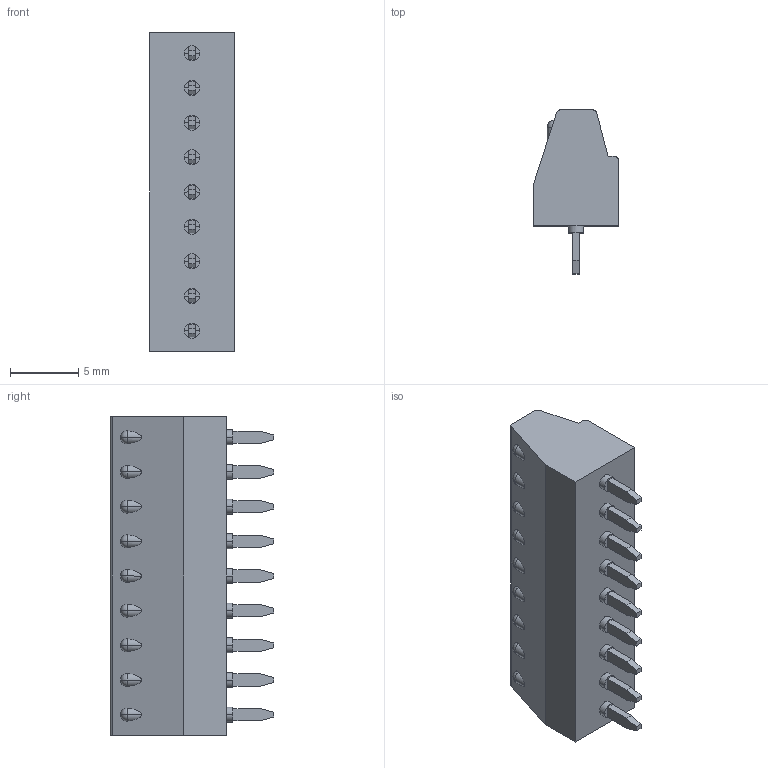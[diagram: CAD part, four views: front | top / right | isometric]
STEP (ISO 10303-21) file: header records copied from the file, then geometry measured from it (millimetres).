
FILE_DESCRIPTION(('SolidDesigner STEP Export'),'1');
FILE_NAME('mpt_0.5-9-2.54.stp','2000-06-14T11:33:25',(''),(''), 'SolidDesigner STEP processor Version: 7.0(Mar 1999)for AP214(CD)(Solid Model)', 'CoCreate SolidDesigner: 07.50 21-Dec-99(C) CoCreate Software GmbH','');
FILE_SCHEMA(('AUTOMOTIVE_DESIGN_CC2 {1 2 10303 214 -1 1 5 1}'));
Length unit declared in the file: millimetre
Products named in the file (2): mpt_0.5-9-2.54
Assembly tree (1 placements, depth 2):
  mpt_0.5-9-2.54
    mpt_0.5-9-2.54
Bounding box: 6.2 x 12 x 23.32 mm (x, y, z)
Volume: 934.2 mm3; surface area: 1103.2 mm2
Topology: 1 solids, 1 shells, 528 faces, 1278 edges, 783 vertices
Faces by surface type: plane 386, cylinder 124, sphere 18
Entity records: 18537 total; most frequent: CARTESIAN_POINT 2873, ORIENTED_EDGE 2520, DIRECTION 2160, EDGE_CURVE 1260, VECTOR 796, LINE 796, VERTEX_POINT 783, AXIS2_PLACEMENT_3D 682
